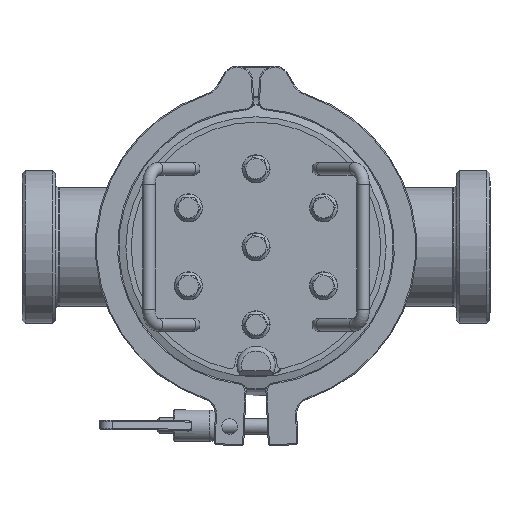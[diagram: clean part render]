
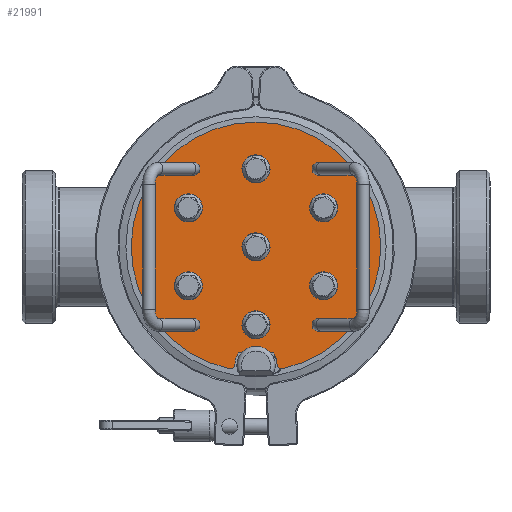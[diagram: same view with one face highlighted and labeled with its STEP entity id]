
A CAD part, front view. The second image highlights one B-rep face of the part: STEP entity #21991.
In plain terms, the highlighted planar face has unit normal (0, -1, 0).
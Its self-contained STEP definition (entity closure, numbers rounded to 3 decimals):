
#827=FACE_BOUND('',#4209,.T.);
#828=FACE_BOUND('',#4210,.T.);
#829=FACE_BOUND('',#4211,.T.);
#830=FACE_BOUND('',#4212,.T.);
#831=FACE_BOUND('',#4213,.T.);
#832=FACE_BOUND('',#4214,.T.);
#833=FACE_BOUND('',#4215,.T.);
#834=FACE_BOUND('',#4216,.T.);
#835=FACE_BOUND('',#4217,.T.);
#836=FACE_BOUND('',#4218,.T.);
#837=FACE_BOUND('',#4219,.T.);
#1659=PLANE('',#24280);
#2793=FACE_OUTER_BOUND('',#4208,.T.);
#4208=EDGE_LOOP('',(#17586,#17587,#17588,#17589,#17590,#17591));
#4209=EDGE_LOOP('',(#17592));
#4210=EDGE_LOOP('',(#17593));
#4211=EDGE_LOOP('',(#17594));
#4212=EDGE_LOOP('',(#17595));
#4213=EDGE_LOOP('',(#17596));
#4214=EDGE_LOOP('',(#17597));
#4215=EDGE_LOOP('',(#17598));
#4216=EDGE_LOOP('',(#17599));
#4217=EDGE_LOOP('',(#17600));
#4218=EDGE_LOOP('',(#17601));
#4219=EDGE_LOOP('',(#17602));
#5307=LINE('',#45168,#6163);
#6163=VECTOR('',#29597,10.);
#7360=CIRCLE('',#24189,8.);
#7361=CIRCLE('',#24191,8.);
#7362=CIRCLE('',#24193,8.);
#7363=CIRCLE('',#24195,8.);
#7364=CIRCLE('',#24197,8.);
#7365=CIRCLE('',#24199,8.);
#7366=CIRCLE('',#24201,8.);
#7398=CIRCLE('',#24256,80.);
#7400=CIRCLE('',#24260,4.05);
#7402=CIRCLE('',#24264,4.05);
#7404=CIRCLE('',#24268,4.05);
#7406=CIRCLE('',#24272,4.05);
#7408=CIRCLE('',#24276,13.5);
#7409=CIRCLE('',#24278,3.);
#7411=CIRCLE('',#24281,3.);
#7412=CIRCLE('',#24282,13.5);
#9238=VERTEX_POINT('',#44992);
#9239=VERTEX_POINT('',#44996);
#9240=VERTEX_POINT('',#45000);
#9241=VERTEX_POINT('',#45004);
#9242=VERTEX_POINT('',#45008);
#9243=VERTEX_POINT('',#45012);
#9244=VERTEX_POINT('',#45016);
#9280=VERTEX_POINT('',#45130);
#9282=VERTEX_POINT('',#45134);
#9284=VERTEX_POINT('',#45141);
#9286=VERTEX_POINT('',#45148);
#9288=VERTEX_POINT('',#45155);
#9290=VERTEX_POINT('',#45162);
#9291=VERTEX_POINT('',#45166);
#9292=VERTEX_POINT('',#45167);
#9296=VERTEX_POINT('',#45176);
#9297=VERTEX_POINT('',#45184);
#12056=EDGE_CURVE('',#9238,#9238,#7360,.T.);
#12058=EDGE_CURVE('',#9239,#9239,#7361,.T.);
#12060=EDGE_CURVE('',#9240,#9240,#7362,.T.);
#12062=EDGE_CURVE('',#9241,#9241,#7363,.T.);
#12064=EDGE_CURVE('',#9242,#9242,#7364,.T.);
#12066=EDGE_CURVE('',#9243,#9243,#7365,.T.);
#12068=EDGE_CURVE('',#9244,#9244,#7366,.T.);
#12126=EDGE_CURVE('',#9282,#9280,#7398,.T.);
#12128=EDGE_CURVE('',#9284,#9284,#7400,.T.);
#12131=EDGE_CURVE('',#9286,#9286,#7402,.T.);
#12134=EDGE_CURVE('',#9288,#9288,#7404,.T.);
#12137=EDGE_CURVE('',#9290,#9290,#7406,.T.);
#12139=EDGE_CURVE('',#9291,#9292,#5307,.T.);
#12145=EDGE_CURVE('',#9296,#9291,#7408,.T.);
#12146=EDGE_CURVE('',#9296,#9282,#7409,.T.);
#12148=EDGE_CURVE('',#9280,#9297,#7411,.T.);
#12149=EDGE_CURVE('',#9292,#9297,#7412,.T.);
#17586=ORIENTED_EDGE('',*,*,#12148,.F.);
#17587=ORIENTED_EDGE('',*,*,#12126,.F.);
#17588=ORIENTED_EDGE('',*,*,#12146,.F.);
#17589=ORIENTED_EDGE('',*,*,#12145,.T.);
#17590=ORIENTED_EDGE('',*,*,#12139,.T.);
#17591=ORIENTED_EDGE('',*,*,#12149,.T.);
#17592=ORIENTED_EDGE('',*,*,#12056,.T.);
#17593=ORIENTED_EDGE('',*,*,#12058,.T.);
#17594=ORIENTED_EDGE('',*,*,#12060,.T.);
#17595=ORIENTED_EDGE('',*,*,#12062,.T.);
#17596=ORIENTED_EDGE('',*,*,#12064,.T.);
#17597=ORIENTED_EDGE('',*,*,#12066,.T.);
#17598=ORIENTED_EDGE('',*,*,#12068,.T.);
#17599=ORIENTED_EDGE('',*,*,#12137,.T.);
#17600=ORIENTED_EDGE('',*,*,#12134,.T.);
#17601=ORIENTED_EDGE('',*,*,#12131,.T.);
#17602=ORIENTED_EDGE('',*,*,#12128,.T.);
#21991=ADVANCED_FACE('',(#2793,#827,#828,#829,#830,#831,#832,#833,#834,
#835,#836,#837),#1659,.F.);
#24189=AXIS2_PLACEMENT_3D('',#44993,#29391,#29392);
#24191=AXIS2_PLACEMENT_3D('',#44997,#29396,#29397);
#24193=AXIS2_PLACEMENT_3D('',#45001,#29401,#29402);
#24195=AXIS2_PLACEMENT_3D('',#45005,#29406,#29407);
#24197=AXIS2_PLACEMENT_3D('',#45009,#29411,#29412);
#24199=AXIS2_PLACEMENT_3D('',#45013,#29416,#29417);
#24201=AXIS2_PLACEMENT_3D('',#45017,#29421,#29422);
#24256=AXIS2_PLACEMENT_3D('',#45136,#29557,#29558);
#24260=AXIS2_PLACEMENT_3D('',#45142,#29565,#29566);
#24264=AXIS2_PLACEMENT_3D('',#45149,#29574,#29575);
#24268=AXIS2_PLACEMENT_3D('',#45156,#29583,#29584);
#24272=AXIS2_PLACEMENT_3D('',#45163,#29592,#29593);
#24276=AXIS2_PLACEMENT_3D('',#45179,#29606,#29607);
#24278=AXIS2_PLACEMENT_3D('',#45181,#29610,#29611);
#24280=AXIS2_PLACEMENT_3D('',#45183,#29614,#29615);
#24281=AXIS2_PLACEMENT_3D('',#45185,#29616,#29617);
#24282=AXIS2_PLACEMENT_3D('',#45186,#29618,#29619);
#29391=DIRECTION('center_axis',(0.,1.,0.));
#29392=DIRECTION('ref_axis',(-0.878,0.,-0.479));
#29396=DIRECTION('center_axis',(0.,1.,0.));
#29397=DIRECTION('ref_axis',(-0.878,0.,-0.479));
#29401=DIRECTION('center_axis',(0.,1.,0.));
#29402=DIRECTION('ref_axis',(-0.878,0.,-0.479));
#29406=DIRECTION('center_axis',(0.,1.,0.));
#29407=DIRECTION('ref_axis',(1.,0.,0.));
#29411=DIRECTION('center_axis',(0.,1.,0.));
#29412=DIRECTION('ref_axis',(-0.511,0.,-0.86));
#29416=DIRECTION('center_axis',(0.,1.,0.));
#29417=DIRECTION('ref_axis',(1.,0.,0.));
#29421=DIRECTION('center_axis',(0.,1.,0.));
#29422=DIRECTION('ref_axis',(-0.976,0.,-0.218));
#29557=DIRECTION('center_axis',(0.,1.,0.));
#29558=DIRECTION('ref_axis',(0.,0.,
-1.));
#29565=DIRECTION('center_axis',(0.,1.,0.));
#29566=DIRECTION('ref_axis',(0.,0.,
1.));
#29574=DIRECTION('center_axis',(0.,1.,0.));
#29575=DIRECTION('ref_axis',(0.,0.,
1.));
#29583=DIRECTION('center_axis',(0.,1.,0.));
#29584=DIRECTION('ref_axis',(0.,0.,
1.));
#29592=DIRECTION('center_axis',(0.,1.,0.));
#29593=DIRECTION('ref_axis',(0.,0.,
1.));
#29597=DIRECTION('',(1.,0.,0.));
#29606=DIRECTION('center_axis',(0.,1.,0.));
#29607=DIRECTION('ref_axis',(-0.831,0.,0.556));
#29610=DIRECTION('center_axis',(0.,1.,0.));
#29611=DIRECTION('ref_axis',(0.62,0.,-0.785));
#29614=DIRECTION('center_axis',(0.,1.,0.));
#29615=DIRECTION('ref_axis',(0.,0.,
-1.));
#29616=DIRECTION('center_axis',(0.,1.,0.));
#29617=DIRECTION('ref_axis',(-0.62,0.,-0.785));
#29618=DIRECTION('center_axis',(0.,1.,0.));
#29619=DIRECTION('ref_axis',(0.967,0.,-0.254));
#44992=CARTESIAN_POINT('',(7.023,-67.45,53.831));
#44993=CARTESIAN_POINT('Origin',(0.,-67.45,
50.));
#44996=CARTESIAN_POINT('',(50.324,-67.45,28.831));
#44997=CARTESIAN_POINT('Origin',(43.301,-67.45,25.));
#45000=CARTESIAN_POINT('',(7.023,-67.45,3.831));
#45001=CARTESIAN_POINT('Origin',(0.,-67.45,0.));
#45004=CARTESIAN_POINT('',(-51.301,-67.45,25.));
#45005=CARTESIAN_POINT('Origin',(-43.301,-67.45,25.));
#45008=CARTESIAN_POINT('',(4.086,-67.45,-43.122));
#45009=CARTESIAN_POINT('Origin',(0.,-67.45,-50.));
#45012=CARTESIAN_POINT('',(-51.301,-67.45,-25.));
#45013=CARTESIAN_POINT('Origin',(-43.301,-67.45,-25.));
#45016=CARTESIAN_POINT('',(51.109,-67.45,-23.257));
#45017=CARTESIAN_POINT('Origin',(43.301,-67.45,-25.));
#45130=CARTESIAN_POINT('',(17.14,-67.45,-78.142));
#45134=CARTESIAN_POINT('',(-17.14,-67.45,-78.142));
#45136=CARTESIAN_POINT('Origin',(0.,-67.45,0.));
#45141=CARTESIAN_POINT('',(-40.,-67.45,-54.05));
#45142=CARTESIAN_POINT('Origin',(-40.,-67.45,-50.));
#45148=CARTESIAN_POINT('',(40.,-67.45,-54.05));
#45149=CARTESIAN_POINT('Origin',(40.,-67.45,-50.));
#45155=CARTESIAN_POINT('',(-40.,-67.45,45.95));
#45156=CARTESIAN_POINT('Origin',(-40.,-67.45,50.));
#45162=CARTESIAN_POINT('',(40.,-67.45,45.95));
#45163=CARTESIAN_POINT('Origin',(40.,-67.45,50.));
#45166=CARTESIAN_POINT('',(-11.225,-67.45,-68.));
#45167=CARTESIAN_POINT('',(11.225,-67.45,-68.));
#45168=CARTESIAN_POINT('',(-5.612,-67.45,-68.));
#45176=CARTESIAN_POINT('',(-13.498,-67.45,-75.264));
#45179=CARTESIAN_POINT('Origin',(0.,-67.45,
-75.5));
#45181=CARTESIAN_POINT('Origin',(-16.497,-67.45,-75.212));
#45183=CARTESIAN_POINT('Origin',(0.,-67.45,0.));
#45184=CARTESIAN_POINT('',(13.498,-67.45,-75.264));
#45185=CARTESIAN_POINT('Origin',(16.497,-67.45,-75.212));
#45186=CARTESIAN_POINT('Origin',(0.,-67.45,
-75.5));
